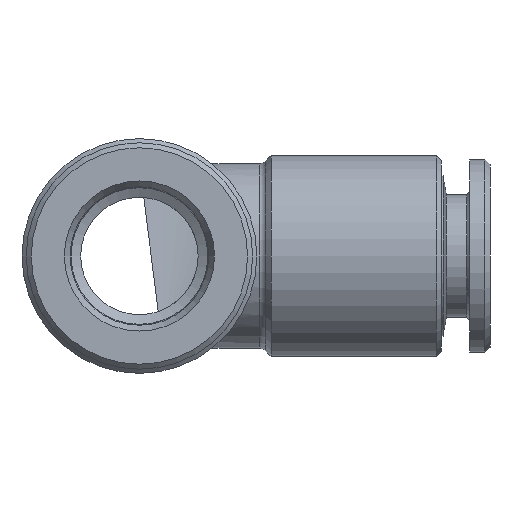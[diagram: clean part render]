
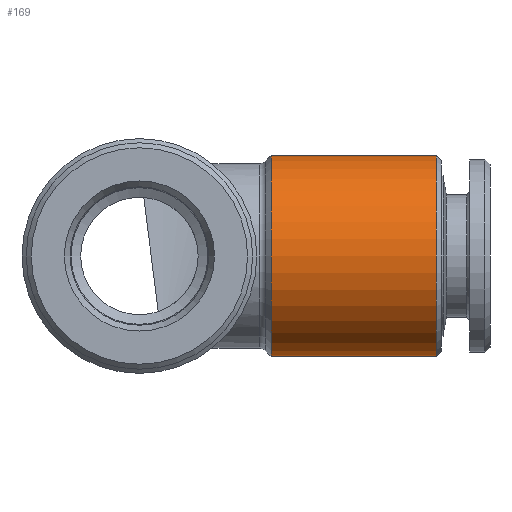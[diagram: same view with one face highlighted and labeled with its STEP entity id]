
A CAD part, left-side view. The second image highlights one B-rep face of the part: STEP entity #169.
In plain terms, the highlighted cylindrical face has radius 6 mm (diameter 12 mm), a full revolution.
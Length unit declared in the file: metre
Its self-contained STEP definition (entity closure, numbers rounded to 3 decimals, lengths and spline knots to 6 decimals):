
#169 = ADVANCED_FACE( 'NONE', ( #386, #387 ), #388, .T. );
#386 = FACE_OUTER_BOUND( '', #781, .T. );
#387 = FACE_OUTER_BOUND( '', #782, .T. );
#388 = CYLINDRICAL_SURFACE( '', #783, 0.006 );
#781 = EDGE_LOOP( '', ( #1095 ) );
#782 = EDGE_LOOP( '', ( #1096 ) );
#783 = AXIS2_PLACEMENT_3D( '', #1097, #1098, #1099 );
#1095 = ORIENTED_EDGE( '', *, *, #1180, .T. );
#1096 = ORIENTED_EDGE( '', *, *, #1197, .T. );
#1097 = CARTESIAN_POINT( '', ( 0., 0.006855, 0. ) );
#1098 = DIRECTION( '', ( 0., -1., 0. ) );
#1099 = DIRECTION( '', ( 0., 0., 1. ) );
#1180 = EDGE_CURVE( 'NONE', #1312, #1312, #1313, .T. );
#1197 = EDGE_CURVE( 'NONE', #1340, #1340, #1341, .T. );
#1312 = VERTEX_POINT( '', #1567 );
#1313 = CIRCLE( '', #1568, 0.006 );
#1340 = VERTEX_POINT( '', #1595 );
#1341 = CIRCLE( '', #1596, 0.006 );
#1567 = CARTESIAN_POINT( '', ( 0.006, -0.007854, 0. ) );
#1568 = AXIS2_PLACEMENT_3D( '', #1857, #1858, #1859 );
#1595 = CARTESIAN_POINT( '', ( 0., -0.0177, 0.006 ) );
#1596 = AXIS2_PLACEMENT_3D( '', #1890, #1891, #1892 );
#1857 = CARTESIAN_POINT( '', ( 0., -0.007854, 0. ) );
#1858 = DIRECTION( '', ( 0., -1., 0. ) );
#1859 = DIRECTION( '', ( 1., 0., 0. ) );
#1890 = CARTESIAN_POINT( '', ( 0., -0.0177, 0. ) );
#1891 = DIRECTION( '', ( 0., 1., 0. ) );
#1892 = DIRECTION( '', ( 0., 0., 1. ) );
